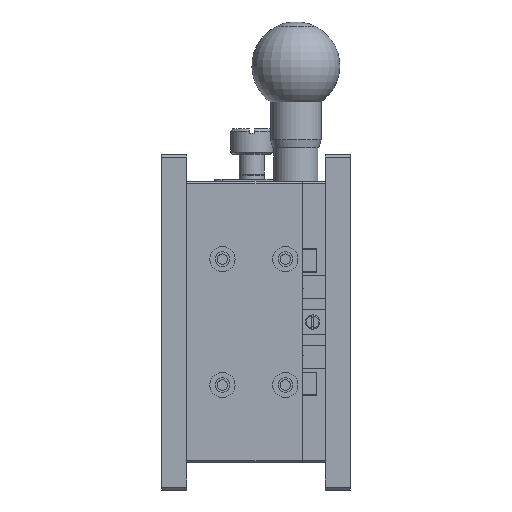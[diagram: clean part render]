
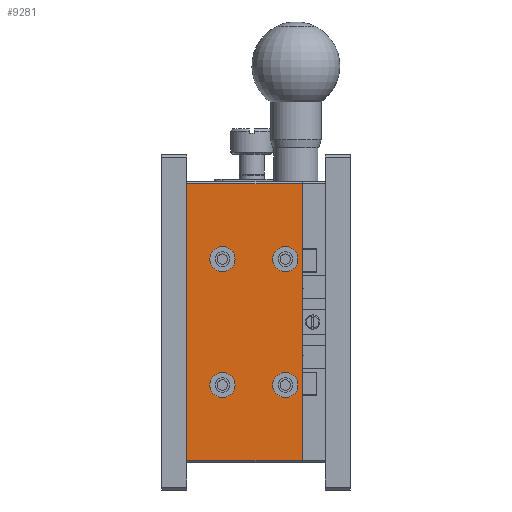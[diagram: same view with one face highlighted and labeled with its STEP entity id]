
A CAD part, left-side view. The second image highlights one B-rep face of the part: STEP entity #9281.
In plain terms, the highlighted planar face has unit normal (-1, 0, 0).
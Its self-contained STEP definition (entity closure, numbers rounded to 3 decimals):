
#103 = LINE ( 'NONE', #4579, #10647 ) ;
#165 = DIRECTION ( 'NONE',  ( 1., 0., 0. ) ) ;
#361 = DIRECTION ( 'NONE',  ( 1., 0., 0. ) ) ;
#439 = FACE_BOUND ( 'NONE', #14237, .T. ) ;
#757 = EDGE_CURVE ( 'NONE', #3383, #4019, #7316, .T. ) ;
#1381 = DIRECTION ( 'NONE',  ( 0., 1., 0. ) ) ;
#1602 = CARTESIAN_POINT ( 'NONE',  ( 9., 15.5, -28. ) ) ;
#1629 = CARTESIAN_POINT ( 'NONE',  ( 9., 15.5, -25. ) ) ;
#1997 = EDGE_CURVE ( 'NONE', #4019, #6118, #3556, .T. ) ;
#2113 = VERTEX_POINT ( 'NONE', #2999 ) ;
#2207 = VERTEX_POINT ( 'NONE', #4068 ) ;
#2541 = DIRECTION ( 'NONE',  ( 0., 0., -1. ) ) ;
#2681 = FACE_BOUND ( 'NONE', #4843, .T. ) ;
#2999 = CARTESIAN_POINT ( 'NONE',  ( 9., 30.5, -58. ) ) ;
#3241 = DIRECTION ( 'NONE',  ( 1., 0., 0. ) ) ;
#3383 = VERTEX_POINT ( 'NONE', #12222 ) ;
#3402 = CARTESIAN_POINT ( 'NONE',  ( 9., 11.5, -73. ) ) ;
#3533 = DIRECTION ( 'NONE',  ( 0., -1., 0. ) ) ;
#3556 = LINE ( 'NONE', #6965, #14674 ) ;
#3983 = ORIENTED_EDGE ( 'NONE', *, *, #8785, .T. ) ;
#4019 = VERTEX_POINT ( 'NONE', #11808 ) ;
#4045 = CIRCLE ( 'NONE', #14225, 3. ) ;
#4065 = AXIS2_PLACEMENT_3D ( 'NONE', #14062, #6195, #14129 ) ;
#4068 = CARTESIAN_POINT ( 'NONE',  ( 9., 11.5, -73. ) ) ;
#4278 = VECTOR ( 'NONE', #7778, 1000. ) ;
#4519 = AXIS2_PLACEMENT_3D ( 'NONE', #12219, #3241, #14600 ) ;
#4579 = CARTESIAN_POINT ( 'NONE',  ( 9., 11.5, -73. ) ) ;
#4843 = EDGE_LOOP ( 'NONE', ( #3983 ) ) ;
#4883 = CARTESIAN_POINT ( 'NONE',  ( 9., 39., -73. ) ) ;
#4994 = DIRECTION ( 'NONE',  ( 0., 0., 1. ) ) ;
#5098 = CARTESIAN_POINT ( 'NONE',  ( 9., 11.5, -7. ) ) ;
#5279 = ORIENTED_EDGE ( 'NONE', *, *, #7381, .T. ) ;
#5933 = CIRCLE ( 'NONE', #4519, 3. ) ;
#6055 = ORIENTED_EDGE ( 'NONE', *, *, #8485, .T. ) ;
#6118 = VERTEX_POINT ( 'NONE', #4883 ) ;
#6171 = DIRECTION ( 'NONE',  ( 0., 0., -1. ) ) ;
#6195 = DIRECTION ( 'NONE',  ( 1., 0., 0. ) ) ;
#6215 = EDGE_CURVE ( 'NONE', #6118, #2207, #103, .T. ) ;
#6244 = FACE_BOUND ( 'NONE', #10437, .T. ) ;
#6890 = EDGE_CURVE ( 'NONE', #2207, #3383, #11045, .T. ) ;
#6965 = CARTESIAN_POINT ( 'NONE',  ( 9., 39., 0. ) ) ;
#7178 = EDGE_LOOP ( 'NONE', ( #8719, #7420, #7399, #8465 ) ) ;
#7204 = PLANE ( 'NONE',  #11408 ) ;
#7316 = LINE ( 'NONE', #5098, #11855 ) ;
#7381 = EDGE_CURVE ( 'NONE', #9126, #9126, #4045, .T. ) ;
#7399 = ORIENTED_EDGE ( 'NONE', *, *, #1997, .T. ) ;
#7420 = ORIENTED_EDGE ( 'NONE', *, *, #757, .T. ) ;
#7778 = DIRECTION ( 'NONE',  ( 0., 0., 1. ) ) ;
#7973 = EDGE_CURVE ( 'NONE', #8647, #8647, #9702, .T. ) ;
#8052 = ORIENTED_EDGE ( 'NONE', *, *, #7973, .T. ) ;
#8082 = CARTESIAN_POINT ( 'NONE',  ( 9., 30.5, -28. ) ) ;
#8191 = CARTESIAN_POINT ( 'NONE',  ( 9., 30.5, -25. ) ) ;
#8465 = ORIENTED_EDGE ( 'NONE', *, *, #6215, .T. ) ;
#8485 = EDGE_CURVE ( 'NONE', #2113, #2113, #5933, .T. ) ;
#8647 = VERTEX_POINT ( 'NONE', #1602 ) ;
#8719 = ORIENTED_EDGE ( 'NONE', *, *, #6890, .T. ) ;
#8785 = EDGE_CURVE ( 'NONE', #13546, #13546, #9517, .T. ) ;
#9028 = CARTESIAN_POINT ( 'NONE',  ( 9., 15.5, -58. ) ) ;
#9126 = VERTEX_POINT ( 'NONE', #8082 ) ;
#9281 = ADVANCED_FACE ( 'NONE', ( #12853, #11878, #2681, #439, #6244 ), #7204, .T. ) ;
#9517 = CIRCLE ( 'NONE', #4065, 3. ) ;
#9702 = CIRCLE ( 'NONE', #14700, 3. ) ;
#10437 = EDGE_LOOP ( 'NONE', ( #6055 ) ) ;
#10647 = VECTOR ( 'NONE', #3533, 1000. ) ;
#11045 = LINE ( 'NONE', #3402, #4278 ) ;
#11408 = AXIS2_PLACEMENT_3D ( 'NONE', #13062, #11734, #4994 ) ;
#11734 = DIRECTION ( 'NONE',  ( -1., 0., 0. ) ) ;
#11808 = CARTESIAN_POINT ( 'NONE',  ( 9., 39., -7. ) ) ;
#11855 = VECTOR ( 'NONE', #1381, 1000. ) ;
#11878 = FACE_BOUND ( 'NONE', #13059, .T. ) ;
#12219 = CARTESIAN_POINT ( 'NONE',  ( 9., 30.5, -55. ) ) ;
#12222 = CARTESIAN_POINT ( 'NONE',  ( 9., 11.5, -7. ) ) ;
#12853 = FACE_OUTER_BOUND ( 'NONE', #7178, .T. ) ;
#13059 = EDGE_LOOP ( 'NONE', ( #5279 ) ) ;
#13062 = CARTESIAN_POINT ( 'NONE',  ( 9., 11.5, -73. ) ) ;
#13546 = VERTEX_POINT ( 'NONE', #9028 ) ;
#14062 = CARTESIAN_POINT ( 'NONE',  ( 9., 15.5, -55. ) ) ;
#14129 = DIRECTION ( 'NONE',  ( 0., 0., -1. ) ) ;
#14225 = AXIS2_PLACEMENT_3D ( 'NONE', #8191, #165, #2541 ) ;
#14237 = EDGE_LOOP ( 'NONE', ( #8052 ) ) ;
#14600 = DIRECTION ( 'NONE',  ( 0., 0., -1. ) ) ;
#14674 = VECTOR ( 'NONE', #14696, 1000. ) ;
#14696 = DIRECTION ( 'NONE',  ( 0., 0., -1. ) ) ;
#14700 = AXIS2_PLACEMENT_3D ( 'NONE', #1629, #361, #6171 ) ;
